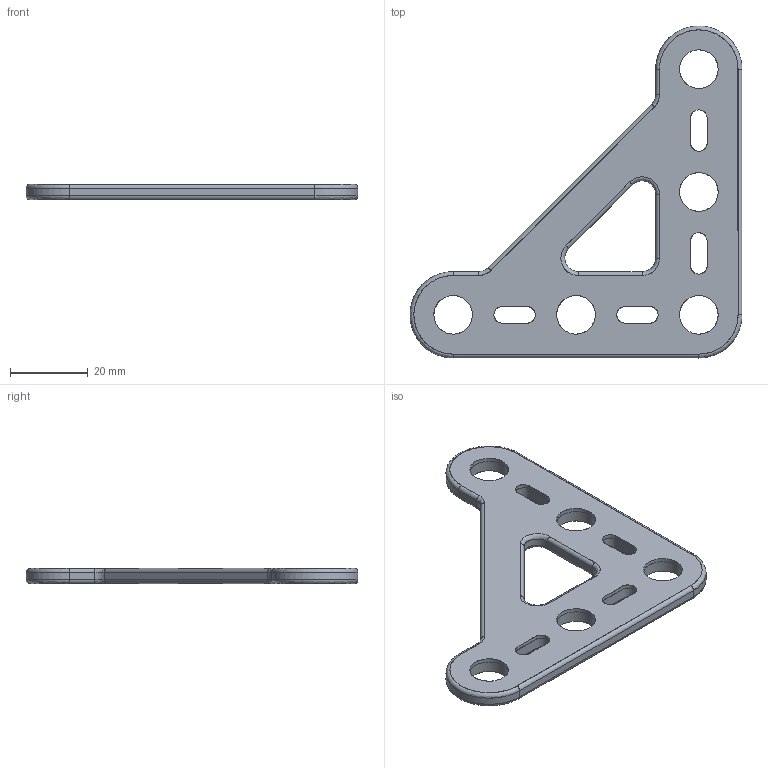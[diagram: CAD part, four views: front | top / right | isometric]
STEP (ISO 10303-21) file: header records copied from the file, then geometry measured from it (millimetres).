
FILE_DESCRIPTION((''),'2;1');
FILE_NAME('TG5.stp','2021-05-17T15:23:08',(''),(''),'AutoCAD STEP 2000i','AutoCAD 2000i',', , ');
FILE_SCHEMA(('CONFIG_CONTROL_DESIGN'));
Length unit declared in the file: millimetre
Products named in the file (1): TG5
Bounding box: 85.55 x 85.55 x 3.95 mm (x, y, z)
Surface area: 8654.2 mm2 (no closed solid volume)
Topology: 0 solids, 0 shells, 68 faces, 286 edges, 256 vertices
Faces by surface type: bspline 68
Entity records: 7432 total; most frequent: CARTESIAN_POINT 6041, QUASI_UNIFORM_CURVE 428, PCURVE 286, COMPOSITE_CURVE_SEGMENT 286, B_SPLINE_CURVE_WITH_KNOTS 92, OUTER_BOUNDARY_CURVE 68, CURVE_BOUNDED_SURFACE 68, QUASI_UNIFORM_SURFACE 26
